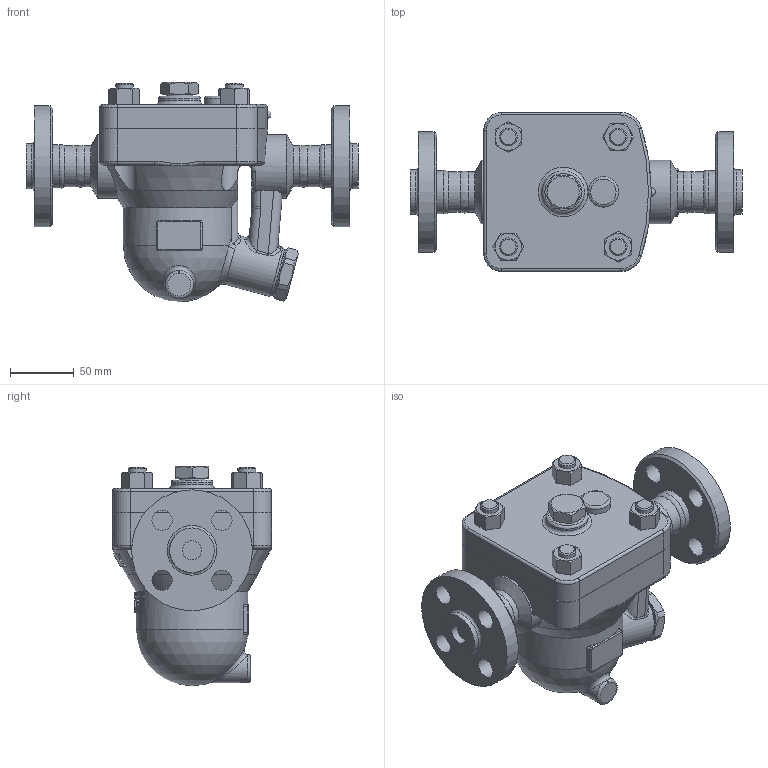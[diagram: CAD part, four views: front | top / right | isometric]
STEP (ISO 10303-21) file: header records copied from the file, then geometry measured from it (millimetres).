
FILE_DESCRIPTION((''),'2;1');
FILE_NAME('j5shp-015-a0600-00.stp','2010-09-24T16:04:09',('nakaot'),(''),'Autodesk Inventor 2008','Autodesk Inventor 2008','');
FILE_SCHEMA(('AUTOMOTIVE_DESIGN { 1 0 10303 214 1 1 1 1 }'));
Length unit declared in the file: millimetre
Products named in the file (1): j5shp-015-a0600-00
Bounding box: 261 x 125 x 172.6 mm (x, y, z)
Volume: 1841514 mm3; surface area: 170675.5 mm2
Topology: 1 solids, 1 shells, 332 faces, 806 edges, 507 vertices
Faces by surface type: plane 112, cylinder 82, bspline 71, cone 46, torus 19, sphere 2
Full cylindrical faces by diameter (mm): 14 x8, 15 x1, 16 x4, 21 x1, 24 x1, 32 x3, 33 x1, 34 x1, 35.1 x1, 38 x1, 40 x1, 50 x2, 80 x1, 95 x1
Entity records: 19127 total; most frequent: CARTESIAN_POINT 12187, ORIENTED_EDGE 1432, DIRECTION 1330, EDGE_CURVE 716, AXIS2_PLACEMENT_3D 564, VERTEX_POINT 486, EDGE_LOOP 458, FACE_OUTER_BOUND 332
